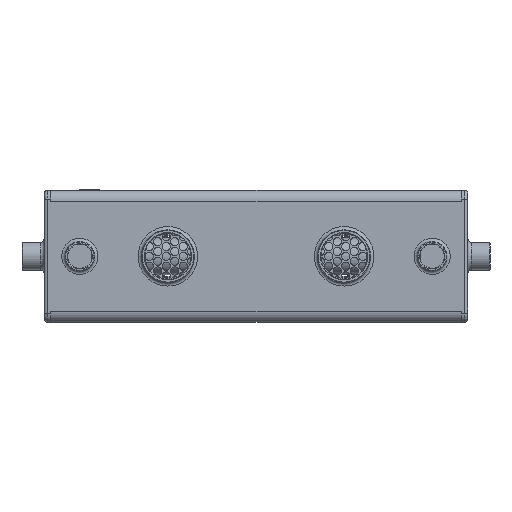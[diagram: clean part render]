
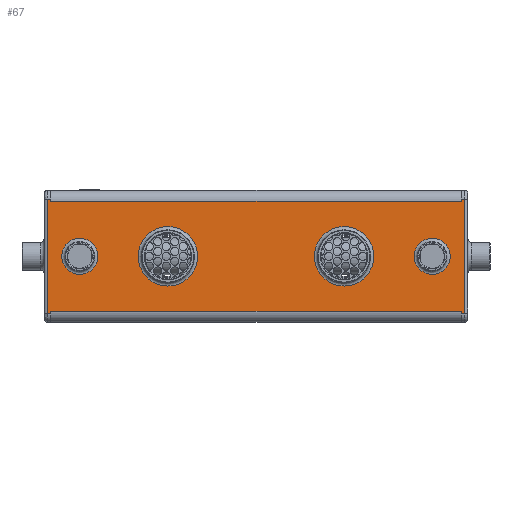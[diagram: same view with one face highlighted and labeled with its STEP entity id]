
A CAD part, left-side view. The second image highlights one B-rep face of the part: STEP entity #67.
In plain terms, the highlighted planar face has unit normal (-1, 0, 0).
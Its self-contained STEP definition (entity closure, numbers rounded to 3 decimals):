
#67=ADVANCED_FACE('',(#7429,#7431,#7433,#7435,#7437),#7439,.T.);
#7429=FACE_BOUND('',#7430,.T.);
#7430=EDGE_LOOP('',(#16729,#16730,#16731,#16732,#16733,#16734,#16735,#16736,#16737,
#16738,#16739,#16740,#16741,#16742,#16743,#16744));
#7431=FACE_BOUND('',#7432,.T.);
#7432=EDGE_LOOP('',(#16745));
#7433=FACE_BOUND('',#7434,.T.);
#7434=EDGE_LOOP('',(#16746));
#7435=FACE_BOUND('',#7436,.T.);
#7436=EDGE_LOOP('',(#16747));
#7437=FACE_BOUND('',#7438,.T.);
#7438=EDGE_LOOP('',(#16748));
#7439=PLANE('',#7440);
#7440=AXIS2_PLACEMENT_3D('',#7441,#7442,#7443);
#7441=CARTESIAN_POINT('',(-60.,0.,-69.967));
#7442=DIRECTION('',(-1.,0.,0.));
#7443=DIRECTION('',(0.,0.,1.));
#16729=ORIENTED_EDGE('',*,*,#20385,.T.);
#16730=ORIENTED_EDGE('',*,*,#20386,.T.);
#16731=ORIENTED_EDGE('',*,*,#20387,.T.);
#16732=ORIENTED_EDGE('',*,*,#20388,.T.);
#16733=ORIENTED_EDGE('',*,*,#20389,.F.);
#16734=ORIENTED_EDGE('',*,*,#20390,.F.);
#16735=ORIENTED_EDGE('',*,*,#20391,.F.);
#16736=ORIENTED_EDGE('',*,*,#20392,.T.);
#16737=ORIENTED_EDGE('',*,*,#20393,.F.);
#16738=ORIENTED_EDGE('',*,*,#20394,.F.);
#16739=ORIENTED_EDGE('',*,*,#20395,.T.);
#16740=ORIENTED_EDGE('',*,*,#20396,.T.);
#16741=ORIENTED_EDGE('',*,*,#20397,.F.);
#16742=ORIENTED_EDGE('',*,*,#20398,.F.);
#16743=ORIENTED_EDGE('',*,*,#20399,.F.);
#16744=ORIENTED_EDGE('',*,*,#20400,.F.);
#16745=ORIENTED_EDGE('',*,*,#20401,.F.);
#16746=ORIENTED_EDGE('',*,*,#20402,.F.);
#16747=ORIENTED_EDGE('',*,*,#20403,.F.);
#16748=ORIENTED_EDGE('',*,*,#20404,.F.);
#20385=EDGE_CURVE('',#22216,#22217,#22218,.T.);
#20386=EDGE_CURVE('',#22217,#22219,#22220,.T.);
#20387=EDGE_CURVE('',#22219,#22221,#22222,.T.);
#20388=EDGE_CURVE('',#22221,#22223,#22224,.F.);
#20389=EDGE_CURVE('',#22225,#22223,#22226,.T.);
#20390=EDGE_CURVE('',#22227,#22225,#22228,.F.);
#20391=EDGE_CURVE('',#22229,#22227,#22230,.T.);
#20392=EDGE_CURVE('',#22229,#22231,#22232,.T.);
#20393=EDGE_CURVE('',#22233,#22231,#22234,.T.);
#20394=EDGE_CURVE('',#22235,#22233,#22236,.T.);
#20395=EDGE_CURVE('',#22235,#22237,#22238,.T.);
#20396=EDGE_CURVE('',#22237,#22239,#22240,.F.);
#20397=EDGE_CURVE('',#22241,#22239,#22242,.T.);
#20398=EDGE_CURVE('',#22243,#22241,#22244,.F.);
#20399=EDGE_CURVE('',#22245,#22243,#22246,.T.);
#20400=EDGE_CURVE('',#22216,#22245,#22247,.T.);
#20401=EDGE_CURVE('',#22248,#22248,#22249,.T.);
#20402=EDGE_CURVE('',#22250,#22250,#22251,.T.);
#20403=EDGE_CURVE('',#22252,#22252,#22253,.T.);
#20404=EDGE_CURVE('',#22254,#22254,#22255,.T.);
#22216=VERTEX_POINT('',#25493);
#22217=VERTEX_POINT('',#25494);
#22218=LINE('',#25495,#25496);
#22219=VERTEX_POINT('',#25498);
#22220=LINE('',#25499,#25500);
#22221=VERTEX_POINT('',#25502);
#22222=LINE('',#25503,#25504);
#22223=VERTEX_POINT('',#25506);
#22224=LINE('',#25507,#25508);
#22225=VERTEX_POINT('',#25510);
#22226=LINE('',#25511,#25512);
#22227=VERTEX_POINT('',#25514);
#22228=LINE('',#25515,#25516);
#22229=VERTEX_POINT('',#25518);
#22230=LINE('',#25519,#25520);
#22231=VERTEX_POINT('',#25522);
#22232=LINE('',#25523,#25524);
#22233=VERTEX_POINT('',#25526);
#22234=LINE('',#25527,#25528);
#22235=VERTEX_POINT('',#25530);
#22236=LINE('',#25531,#25532);
#22237=VERTEX_POINT('',#25534);
#22238=LINE('',#25535,#25536);
#22239=VERTEX_POINT('',#25538);
#22240=LINE('',#25539,#25540);
#22241=VERTEX_POINT('',#25542);
#22242=LINE('',#25543,#25544);
#22243=VERTEX_POINT('',#25546);
#22244=LINE('',#25547,#25548);
#22245=VERTEX_POINT('',#25550);
#22246=LINE('',#25551,#25552);
#22247=LINE('',#25554,#25555);
#22248=VERTEX_POINT('',#25557);
#22249=CIRCLE('',#25558,16.4);
#22250=VERTEX_POINT('',#25562);
#22251=CIRCLE('',#25563,27.);
#22252=VERTEX_POINT('',#25567);
#22253=CIRCLE('',#25568,27.);
#22254=VERTEX_POINT('',#25572);
#22255=CIRCLE('',#25573,16.4);
#25493=CARTESIAN_POINT('',(-60.,0.,30.033));
#25494=CARTESIAN_POINT('',(-60.,373.,30.033));
#25495=CARTESIAN_POINT('',(-60.,0.,30.033));
#25496=VECTOR('',#25497,1.);
#25497=DIRECTION('',(0.,1.,0.));
#25498=CARTESIAN_POINT('',(-60.,373.,32.033));
#25499=CARTESIAN_POINT('',(-60.,373.,30.033));
#25500=VECTOR('',#25501,1.);
#25501=DIRECTION('',(0.,0.,1.));
#25502=CARTESIAN_POINT('',(-60.,376.04,32.033));
#25503=CARTESIAN_POINT('',(-60.,373.,32.033));
#25504=VECTOR('',#25505,1.);
#25505=DIRECTION('',(0.,1.,0.));
#25506=CARTESIAN_POINT('',(-60.,376.042,32.033));
#25507=CARTESIAN_POINT('',(-60.,376.042,32.033));
#25508=VECTOR('',#25509,1.);
#25509=DIRECTION('',(0.,-1.,0.));
#25510=CARTESIAN_POINT('',(-60.,376.042,-71.967));
#25511=CARTESIAN_POINT('',(-60.,376.042,-71.967));
#25512=VECTOR('',#25513,1.);
#25513=DIRECTION('',(0.,0.,1.));
#25514=CARTESIAN_POINT('',(-60.,376.04,-71.967));
#25515=CARTESIAN_POINT('',(-60.,376.042,-71.967));
#25516=VECTOR('',#25517,1.);
#25517=DIRECTION('',(0.,-1.,0.));
#25518=CARTESIAN_POINT('',(-60.,373.,-71.967));
#25519=CARTESIAN_POINT('',(-60.,373.,-71.967));
#25520=VECTOR('',#25521,1.);
#25521=DIRECTION('',(0.,1.,0.));
#25522=CARTESIAN_POINT('',(-60.,373.,-69.967));
#25523=CARTESIAN_POINT('',(-60.,373.,-71.967));
#25524=VECTOR('',#25525,1.);
#25525=DIRECTION('',(0.,0.,1.));
#25526=CARTESIAN_POINT('',(-60.,0.,-69.967));
#25527=CARTESIAN_POINT('',(-60.,0.,-69.967));
#25528=VECTOR('',#25529,1.);
#25529=DIRECTION('',(0.,1.,0.));
#25530=CARTESIAN_POINT('',(-60.,0.,-71.967));
#25531=CARTESIAN_POINT('',(-60.,0.,-71.967));
#25532=VECTOR('',#25533,1.);
#25533=DIRECTION('',(0.,0.,1.));
#25534=CARTESIAN_POINT('',(-60.,-3.04,-71.967));
#25535=CARTESIAN_POINT('',(-60.,0.,-71.967));
#25536=VECTOR('',#25537,1.);
#25537=DIRECTION('',(0.,-1.,0.));
#25538=CARTESIAN_POINT('',(-60.,-3.042,-71.967));
#25539=CARTESIAN_POINT('',(-60.,-3.042,-71.967));
#25540=VECTOR('',#25541,1.);
#25541=DIRECTION('',(0.,1.,0.));
#25542=CARTESIAN_POINT('',(-60.,-3.042,32.033));
#25543=CARTESIAN_POINT('',(-60.,-3.042,32.033));
#25544=VECTOR('',#25545,1.);
#25545=DIRECTION('',(0.,0.,-1.));
#25546=CARTESIAN_POINT('',(-60.,-3.04,32.033));
#25547=CARTESIAN_POINT('',(-60.,-3.042,32.033));
#25548=VECTOR('',#25549,1.);
#25549=DIRECTION('',(0.,1.,0.));
#25550=CARTESIAN_POINT('',(-60.,0.,32.033));
#25551=CARTESIAN_POINT('',(-60.,0.,32.033));
#25552=VECTOR('',#25553,1.);
#25553=DIRECTION('',(0.,-1.,0.));
#25554=CARTESIAN_POINT('',(-60.,0.,30.033));
#25555=VECTOR('',#25556,1.);
#25556=DIRECTION('',(0.,0.,1.));
#25557=CARTESIAN_POINT('',(-60.,42.9,-19.967));
#25558=AXIS2_PLACEMENT_3D('',#25559,#25560,#25561);
#25559=CARTESIAN_POINT('',(-60.,26.5,-19.967));
#25560=DIRECTION('',(-1.,0.,0.));
#25561=DIRECTION('',(0.,1.,0.));
#25562=CARTESIAN_POINT('',(-60.,79.5,-19.967));
#25563=AXIS2_PLACEMENT_3D('',#25564,#25565,#25566);
#25564=CARTESIAN_POINT('',(-60.,106.5,-19.967));
#25565=DIRECTION('',(-1.,0.,0.));
#25566=DIRECTION('',(0.,-1.,0.));
#25567=CARTESIAN_POINT('',(-60.,239.5,-19.967));
#25568=AXIS2_PLACEMENT_3D('',#25569,#25570,#25571);
#25569=CARTESIAN_POINT('',(-60.,266.5,-19.967));
#25570=DIRECTION('',(-1.,0.,0.));
#25571=DIRECTION('',(0.,-1.,0.));
#25572=CARTESIAN_POINT('',(-60.,362.9,-19.967));
#25573=AXIS2_PLACEMENT_3D('',#25574,#25575,#25576);
#25574=CARTESIAN_POINT('',(-60.,346.5,-19.967));
#25575=DIRECTION('',(-1.,0.,0.));
#25576=DIRECTION('',(0.,1.,0.));
